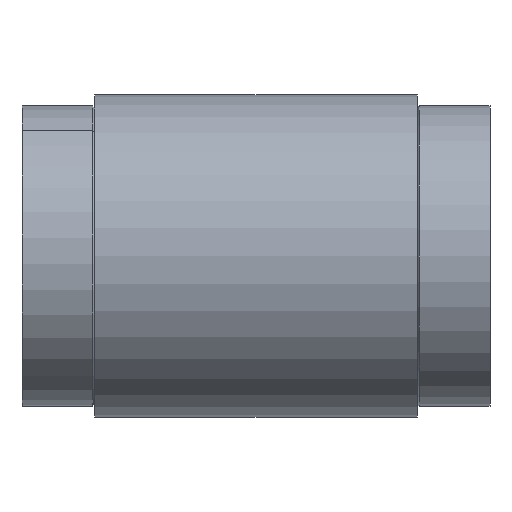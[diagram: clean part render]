
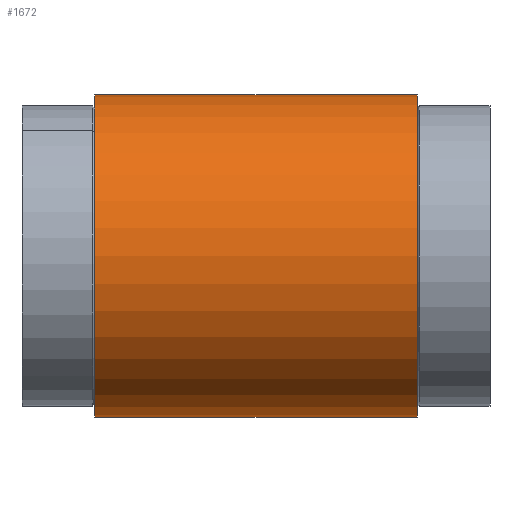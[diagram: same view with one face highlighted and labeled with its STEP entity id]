
A CAD part, left-side view. The second image highlights one B-rep face of the part: STEP entity #1672.
In plain terms, the highlighted cylindrical face has radius 38.1 mm (diameter 76.2 mm), a partial arc.
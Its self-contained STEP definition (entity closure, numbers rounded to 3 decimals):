
#67 = PLANE('',#68);
#68 = AXIS2_PLACEMENT_3D('',#69,#70,#71);
#69 = CARTESIAN_POINT('',(-38.1,-19.841,0.));
#70 = DIRECTION('',(0.,-1.,0.));
#71 = DIRECTION('',(0.,0.,-1.));
#506 = VERTEX_POINT('',#507);
#507 = CARTESIAN_POINT('',(0.,-19.841,38.1));
#508 = VERTEX_POINT('',#509);
#509 = CARTESIAN_POINT('',(0.,-19.841,-38.1));
#517 = CYLINDRICAL_SURFACE('',#518,38.1);
#518 = AXIS2_PLACEMENT_3D('',#519,#520,#521);
#519 = CARTESIAN_POINT('',(0.,73.648,0.));
#520 = DIRECTION('',(0.,1.,0.));
#521 = DIRECTION('',(0.,0.,1.));
#539 = EDGE_CURVE('',#508,#540,#542,.T.);
#540 = VERTEX_POINT('',#541);
#541 = CARTESIAN_POINT('',(0.,56.359,-38.1));
#542 = SURFACE_CURVE('',#543,(#547,#553),.PCURVE_S1.);
#543 = LINE('',#544,#545);
#544 = CARTESIAN_POINT('',(0.,73.648,-38.1));
#545 = VECTOR('',#546,1.);
#546 = DIRECTION('',(0.,1.,0.));
#547 = PCURVE('',#517,#548);
#548 = DEFINITIONAL_REPRESENTATION('',(#549),#552);
#549 = B_SPLINE_CURVE_WITH_KNOTS('',1,(#550,#551),.UNSPECIFIED.,.F.,.F.,
  (2,2),(-93.489,-17.289),.PIECEWISE_BEZIER_KNOTS.);
#550 = CARTESIAN_POINT('',(3.142,-93.489));
#551 = CARTESIAN_POINT('',(3.142,-17.289));
#552 = ( GEOMETRIC_REPRESENTATION_CONTEXT(2) 
PARAMETRIC_REPRESENTATION_CONTEXT() REPRESENTATION_CONTEXT('2D SPACE',''
  ) );
#553 = PCURVE('',#554,#559);
#554 = CYLINDRICAL_SURFACE('',#555,38.1);
#555 = AXIS2_PLACEMENT_3D('',#556,#557,#558);
#556 = CARTESIAN_POINT('',(0.,73.648,0.));
#557 = DIRECTION('',(0.,1.,0.));
#558 = DIRECTION('',(0.,0.,1.));
#559 = DEFINITIONAL_REPRESENTATION('',(#560),#563);
#560 = B_SPLINE_CURVE_WITH_KNOTS('',1,(#561,#562),.UNSPECIFIED.,.F.,.F.,
  (2,2),(-93.489,-17.289),.PIECEWISE_BEZIER_KNOTS.);
#561 = CARTESIAN_POINT('',(3.142,-93.489));
#562 = CARTESIAN_POINT('',(3.142,-17.289));
#563 = ( GEOMETRIC_REPRESENTATION_CONTEXT(2) 
PARAMETRIC_REPRESENTATION_CONTEXT() REPRESENTATION_CONTEXT('2D SPACE',''
  ) );
#566 = VERTEX_POINT('',#567);
#567 = CARTESIAN_POINT('',(0.,56.359,38.1));
#581 = PLANE('',#582);
#582 = AXIS2_PLACEMENT_3D('',#583,#584,#585);
#583 = CARTESIAN_POINT('',(-34.989,56.359,0.));
#584 = DIRECTION('',(0.,1.,0.));
#585 = DIRECTION('',(0.,0.,1.));
#593 = EDGE_CURVE('',#506,#566,#594,.T.);
#594 = SURFACE_CURVE('',#595,(#599,#605),.PCURVE_S1.);
#595 = LINE('',#596,#597);
#596 = CARTESIAN_POINT('',(0.,73.648,38.1));
#597 = VECTOR('',#598,1.);
#598 = DIRECTION('',(0.,1.,0.));
#599 = PCURVE('',#517,#600);
#600 = DEFINITIONAL_REPRESENTATION('',(#601),#604);
#601 = B_SPLINE_CURVE_WITH_KNOTS('',1,(#602,#603),.UNSPECIFIED.,.F.,.F.,
  (2,2),(-93.489,-17.289),.PIECEWISE_BEZIER_KNOTS.);
#602 = CARTESIAN_POINT('',(0.,-93.489));
#603 = CARTESIAN_POINT('',(0.,-17.289));
#604 = ( GEOMETRIC_REPRESENTATION_CONTEXT(2) 
PARAMETRIC_REPRESENTATION_CONTEXT() REPRESENTATION_CONTEXT('2D SPACE',''
  ) );
#605 = PCURVE('',#554,#606);
#606 = DEFINITIONAL_REPRESENTATION('',(#607),#610);
#607 = B_SPLINE_CURVE_WITH_KNOTS('',1,(#608,#609),.UNSPECIFIED.,.F.,.F.,
  (2,2),(-93.489,-17.289),.PIECEWISE_BEZIER_KNOTS.);
#608 = CARTESIAN_POINT('',(6.283,-93.489));
#609 = CARTESIAN_POINT('',(6.283,-17.289));
#610 = ( GEOMETRIC_REPRESENTATION_CONTEXT(2) 
PARAMETRIC_REPRESENTATION_CONTEXT() REPRESENTATION_CONTEXT('2D SPACE',''
  ) );
#1652 = EDGE_CURVE('',#540,#566,#1653,.T.);
#1653 = SURFACE_CURVE('',#1654,(#1659,#1666),.PCURVE_S1.);
#1654 = CIRCLE('',#1655,38.1);
#1655 = AXIS2_PLACEMENT_3D('',#1656,#1657,#1658);
#1656 = CARTESIAN_POINT('',(0.,56.359,0.));
#1657 = DIRECTION('',(0.,1.,0.));
#1658 = DIRECTION('',(0.,0.,1.));
#1659 = PCURVE('',#581,#1660);
#1660 = DEFINITIONAL_REPRESENTATION('',(#1661),#1665);
#1661 = CIRCLE('',#1662,38.1);
#1662 = AXIS2_PLACEMENT_2D('',#1663,#1664);
#1663 = CARTESIAN_POINT('',(0.,34.989));
#1664 = DIRECTION('',(1.,0.));
#1665 = ( GEOMETRIC_REPRESENTATION_CONTEXT(2) 
PARAMETRIC_REPRESENTATION_CONTEXT() REPRESENTATION_CONTEXT('2D SPACE',''
  ) );
#1666 = PCURVE('',#554,#1667);
#1667 = DEFINITIONAL_REPRESENTATION('',(#1668),#1671);
#1668 = B_SPLINE_CURVE_WITH_KNOTS('',1,(#1669,#1670),.UNSPECIFIED.,.F.,
  .F.,(2,2),(3.142,6.283),.PIECEWISE_BEZIER_KNOTS.);
#1669 = CARTESIAN_POINT('',(3.142,-17.289));
#1670 = CARTESIAN_POINT('',(6.283,-17.289));
#1671 = ( GEOMETRIC_REPRESENTATION_CONTEXT(2) 
PARAMETRIC_REPRESENTATION_CONTEXT() REPRESENTATION_CONTEXT('2D SPACE',''
  ) );
#1672 = ADVANCED_FACE('',(#1673),#554,.T.);
#1673 = FACE_BOUND('',#1674,.T.);
#1674 = EDGE_LOOP('',(#1675,#1676,#1701,#1702));
#1675 = ORIENTED_EDGE('',*,*,#539,.F.);
#1676 = ORIENTED_EDGE('',*,*,#1677,.T.);
#1677 = EDGE_CURVE('',#508,#506,#1678,.T.);
#1678 = SURFACE_CURVE('',#1679,(#1684,#1690),.PCURVE_S1.);
#1679 = CIRCLE('',#1680,38.1);
#1680 = AXIS2_PLACEMENT_3D('',#1681,#1682,#1683);
#1681 = CARTESIAN_POINT('',(0.,-19.841,0.));
#1682 = DIRECTION('',(0.,1.,0.));
#1683 = DIRECTION('',(0.,0.,1.));
#1684 = PCURVE('',#554,#1685);
#1685 = DEFINITIONAL_REPRESENTATION('',(#1686),#1689);
#1686 = B_SPLINE_CURVE_WITH_KNOTS('',1,(#1687,#1688),.UNSPECIFIED.,.F.,
  .F.,(2,2),(3.142,6.283),.PIECEWISE_BEZIER_KNOTS.);
#1687 = CARTESIAN_POINT('',(3.142,-93.489));
#1688 = CARTESIAN_POINT('',(6.283,-93.489));
#1689 = ( GEOMETRIC_REPRESENTATION_CONTEXT(2) 
PARAMETRIC_REPRESENTATION_CONTEXT() REPRESENTATION_CONTEXT('2D SPACE',''
  ) );
#1690 = PCURVE('',#67,#1691);
#1691 = DEFINITIONAL_REPRESENTATION('',(#1692),#1700);
#1692 = ( BOUNDED_CURVE() B_SPLINE_CURVE(2,(#1693,#1694,#1695,#1696,
#1697,#1698,#1699),.UNSPECIFIED.,.T.,.F.) B_SPLINE_CURVE_WITH_KNOTS((1,2
    ,2,2,2,1),(-2.094,0.,2.094,4.189,
6.283,8.378),.UNSPECIFIED.) CURVE() 
GEOMETRIC_REPRESENTATION_ITEM() RATIONAL_B_SPLINE_CURVE((1.,0.5,1.,0.5,
1.,0.5,1.)) REPRESENTATION_ITEM('') );
#1693 = CARTESIAN_POINT('',(-38.1,38.1));
#1694 = CARTESIAN_POINT('',(-38.1,104.091));
#1695 = CARTESIAN_POINT('',(19.05,71.096));
#1696 = CARTESIAN_POINT('',(76.2,38.1));
#1697 = CARTESIAN_POINT('',(19.05,5.104));
#1698 = CARTESIAN_POINT('',(-38.1,-27.891));
#1699 = CARTESIAN_POINT('',(-38.1,38.1));
#1700 = ( GEOMETRIC_REPRESENTATION_CONTEXT(2) 
PARAMETRIC_REPRESENTATION_CONTEXT() REPRESENTATION_CONTEXT('2D SPACE',''
  ) );
#1701 = ORIENTED_EDGE('',*,*,#593,.T.);
#1702 = ORIENTED_EDGE('',*,*,#1652,.F.);
